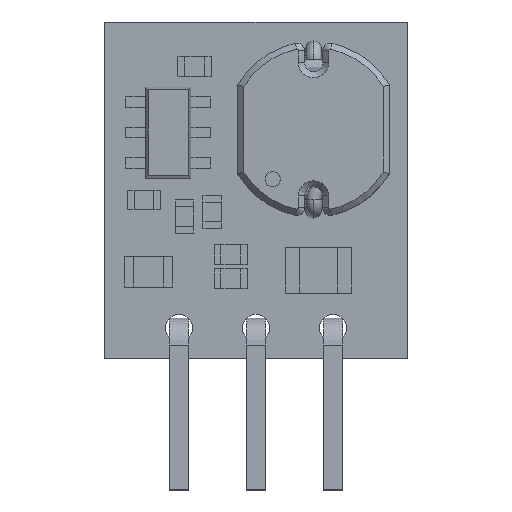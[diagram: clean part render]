
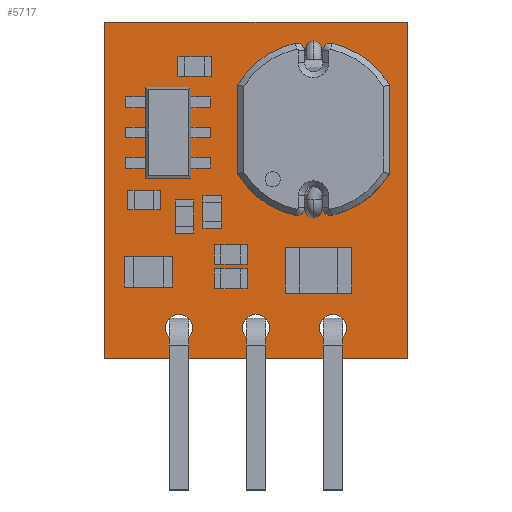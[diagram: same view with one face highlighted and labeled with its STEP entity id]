
A CAD part, top view. The second image highlights one B-rep face of the part: STEP entity #5717.
In plain terms, the highlighted planar face has unit normal (0, 0, 1).
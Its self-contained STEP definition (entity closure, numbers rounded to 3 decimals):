
#14 = VERTEX_POINT ( 'NONE', #12416 ) ;
#125 = CARTESIAN_POINT ( 'NONE',  ( 5., 11.1, -1.295 ) ) ;
#311 = AXIS2_PLACEMENT_3D ( 'NONE', #9583, #721, #11169 ) ;
#369 = ORIENTED_EDGE ( 'NONE', *, *, #12230, .F. ) ;
#651 = ORIENTED_EDGE ( 'NONE', *, *, #7408, .F. ) ;
#721 = DIRECTION ( 'NONE',  ( 0., 0., -1. ) ) ;
#744 = VECTOR ( 'NONE', #8467, 1000. ) ;
#801 = FACE_OUTER_BOUND ( 'NONE', #8414, .T. ) ;
#803 = CIRCLE ( 'NONE', #7924, 0.449 ) ;
#975 = AXIS2_PLACEMENT_3D ( 'NONE', #6747, #1906, #1039 ) ;
#1009 = CIRCLE ( 'NONE', #8068, 0.449 ) ;
#1039 = DIRECTION ( 'NONE',  ( 0., -1., 0. ) ) ;
#1041 = CARTESIAN_POINT ( 'NONE',  ( 5., 0., -1.295 ) ) ;
#1569 = VERTEX_POINT ( 'NONE', #3672 ) ;
#1733 = DIRECTION ( 'NONE',  ( 0., 0., -1. ) ) ;
#1906 = DIRECTION ( 'NONE',  ( 0., 0., 1. ) ) ;
#1908 = DIRECTION ( 'NONE',  ( 0., 1., 0. ) ) ;
#1937 = CARTESIAN_POINT ( 'NONE',  ( 2.54, 1., -1.295 ) ) ;
#2022 = EDGE_LOOP ( 'NONE', ( #8817, #3552 ) ) ;
#2245 = CARTESIAN_POINT ( 'NONE',  ( 0., 1., -1.295 ) ) ;
#2321 = VERTEX_POINT ( 'NONE', #125 ) ;
#2378 = ORIENTED_EDGE ( 'NONE', *, *, #8050, .F. ) ;
#3320 = CARTESIAN_POINT ( 'NONE',  ( 2.54, 1.449, -1.295 ) ) ;
#3483 = FACE_BOUND ( 'NONE', #6870, .T. ) ;
#3552 = ORIENTED_EDGE ( 'NONE', *, *, #11090, .T. ) ;
#3616 = CIRCLE ( 'NONE', #11046, 0.449 ) ;
#3665 = DIRECTION ( 'NONE',  ( 0., -1., 0. ) ) ;
#3672 = CARTESIAN_POINT ( 'NONE',  ( 2.54, 0.551, -1.295 ) ) ;
#3711 = DIRECTION ( 'NONE',  ( 0., 1., 0. ) ) ;
#3723 = VECTOR ( 'NONE', #1908, 1000. ) ;
#3791 = DIRECTION ( 'NONE',  ( 0., 0., -1. ) ) ;
#3904 = CARTESIAN_POINT ( 'NONE',  ( -5., 11.1, -1.295 ) ) ;
#4053 = EDGE_CURVE ( 'NONE', #5535, #2321, #7923, .T. ) ;
#4119 = DIRECTION ( 'NONE',  ( 0., 1., 0. ) ) ;
#4195 = CIRCLE ( 'NONE', #7611, 0.449 ) ;
#4292 = VERTEX_POINT ( 'NONE', #3320 ) ;
#4395 = EDGE_CURVE ( 'NONE', #14, #10817, #4195, .T. ) ;
#4580 = EDGE_CURVE ( 'NONE', #8311, #4955, #11664, .T. ) ;
#4667 = DIRECTION ( 'NONE',  ( 0., 1., 0. ) ) ;
#4955 = VERTEX_POINT ( 'NONE', #6632 ) ;
#4986 = DIRECTION ( 'NONE',  ( 0., 0., -1. ) ) ;
#5074 = AXIS2_PLACEMENT_3D ( 'NONE', #11131, #1733, #12109 ) ;
#5113 = EDGE_CURVE ( 'NONE', #10817, #14, #1009, .T. ) ;
#5535 = VERTEX_POINT ( 'NONE', #7661 ) ;
#5699 = EDGE_CURVE ( 'NONE', #4292, #1569, #3616, .T. ) ;
#5717 = ADVANCED_FACE ( 'NONE', ( #8408, #10355, #3483, #801 ), #8783, .T. ) ;
#5844 = EDGE_LOOP ( 'NONE', ( #9820, #10697 ) ) ;
#5904 = DIRECTION ( 'NONE',  ( 0., 0., -1. ) ) ;
#6145 = LINE ( 'NONE', #3904, #3723 ) ;
#6165 = CARTESIAN_POINT ( 'NONE',  ( 2.54, 1., -1.295 ) ) ;
#6266 = VECTOR ( 'NONE', #8093, 1000. ) ;
#6362 = CARTESIAN_POINT ( 'NONE',  ( -5., 0., -1.295 ) ) ;
#6613 = EDGE_CURVE ( 'NONE', #4955, #8311, #7193, .T. ) ;
#6632 = CARTESIAN_POINT ( 'NONE',  ( -2.54, 1.449, -1.295 ) ) ;
#6698 = CARTESIAN_POINT ( 'NONE',  ( -2.54, 0.551, -1.295 ) ) ;
#6747 = CARTESIAN_POINT ( 'NONE',  ( 0., 0., -1.295 ) ) ;
#6870 = EDGE_LOOP ( 'NONE', ( #10850, #11631 ) ) ;
#7073 = DIRECTION ( 'NONE',  ( 0., 0., -1. ) ) ;
#7193 = CIRCLE ( 'NONE', #5074, 0.449 ) ;
#7238 = CARTESIAN_POINT ( 'NONE',  ( 5., 11.1, -1.295 ) ) ;
#7408 = EDGE_CURVE ( 'NONE', #12197, #10859, #11360, .T. ) ;
#7611 = AXIS2_PLACEMENT_3D ( 'NONE', #9455, #5904, #3711 ) ;
#7661 = CARTESIAN_POINT ( 'NONE',  ( -5., 11.1, -1.295 ) ) ;
#7923 = LINE ( 'NONE', #8386, #744 ) ;
#7924 = AXIS2_PLACEMENT_3D ( 'NONE', #1937, #3791, #4667 ) ;
#8050 = EDGE_CURVE ( 'NONE', #2321, #12197, #8456, .T. ) ;
#8068 = AXIS2_PLACEMENT_3D ( 'NONE', #2245, #4986, #4119 ) ;
#8093 = DIRECTION ( 'NONE',  ( -1., 0., 0. ) ) ;
#8227 = CARTESIAN_POINT ( 'NONE',  ( 0., 0.551, -1.295 ) ) ;
#8311 = VERTEX_POINT ( 'NONE', #6698 ) ;
#8386 = CARTESIAN_POINT ( 'NONE',  ( -5., 11.1, -1.295 ) ) ;
#8408 = FACE_BOUND ( 'NONE', #2022, .T. ) ;
#8414 = EDGE_LOOP ( 'NONE', ( #2378, #10986, #369, #651 ) ) ;
#8456 = LINE ( 'NONE', #7238, #8912 ) ;
#8467 = DIRECTION ( 'NONE',  ( 1., 0., 0. ) ) ;
#8783 = PLANE ( 'NONE',  #975 ) ;
#8817 = ORIENTED_EDGE ( 'NONE', *, *, #5699, .T. ) ;
#8912 = VECTOR ( 'NONE', #3665, 1000. ) ;
#9455 = CARTESIAN_POINT ( 'NONE',  ( 0., 1., -1.295 ) ) ;
#9583 = CARTESIAN_POINT ( 'NONE',  ( -2.54, 1., -1.295 ) ) ;
#9820 = ORIENTED_EDGE ( 'NONE', *, *, #4395, .T. ) ;
#9967 = CARTESIAN_POINT ( 'NONE',  ( -5., 0., -1.295 ) ) ;
#10355 = FACE_BOUND ( 'NONE', #5844, .T. ) ;
#10697 = ORIENTED_EDGE ( 'NONE', *, *, #5113, .T. ) ;
#10817 = VERTEX_POINT ( 'NONE', #8227 ) ;
#10850 = ORIENTED_EDGE ( 'NONE', *, *, #6613, .T. ) ;
#10859 = VERTEX_POINT ( 'NONE', #6362 ) ;
#10912 = DIRECTION ( 'NONE',  ( 0., 1., 0. ) ) ;
#10986 = ORIENTED_EDGE ( 'NONE', *, *, #4053, .F. ) ;
#11046 = AXIS2_PLACEMENT_3D ( 'NONE', #6165, #7073, #10912 ) ;
#11090 = EDGE_CURVE ( 'NONE', #1569, #4292, #803, .T. ) ;
#11131 = CARTESIAN_POINT ( 'NONE',  ( -2.54, 1., -1.295 ) ) ;
#11169 = DIRECTION ( 'NONE',  ( 0., 1., 0. ) ) ;
#11360 = LINE ( 'NONE', #9967, #6266 ) ;
#11631 = ORIENTED_EDGE ( 'NONE', *, *, #4580, .T. ) ;
#11664 = CIRCLE ( 'NONE', #311, 0.449 ) ;
#12109 = DIRECTION ( 'NONE',  ( 0., 1., 0. ) ) ;
#12197 = VERTEX_POINT ( 'NONE', #1041 ) ;
#12230 = EDGE_CURVE ( 'NONE', #10859, #5535, #6145, .T. ) ;
#12416 = CARTESIAN_POINT ( 'NONE',  ( 0., 1.449, -1.295 ) ) ;
